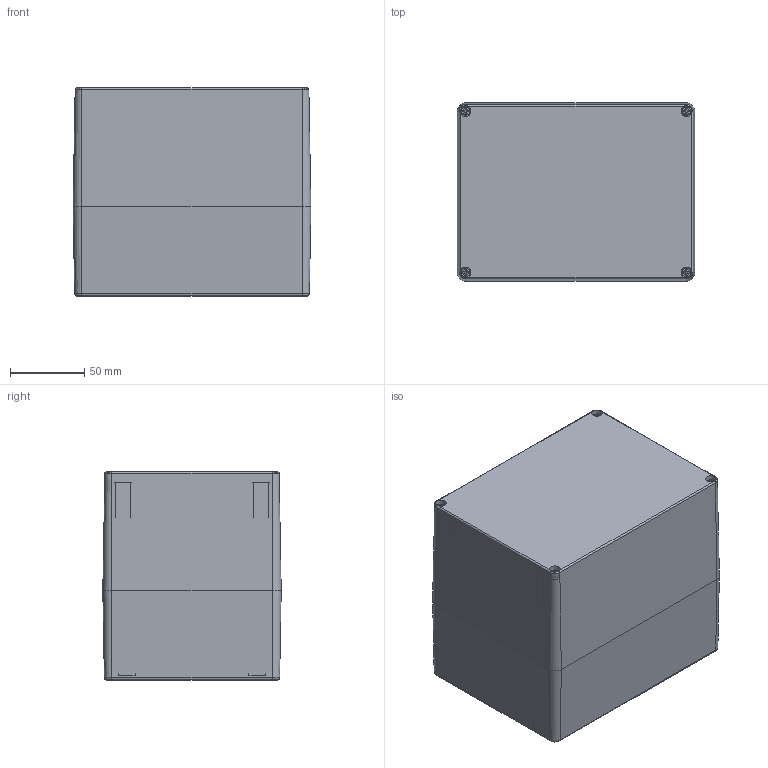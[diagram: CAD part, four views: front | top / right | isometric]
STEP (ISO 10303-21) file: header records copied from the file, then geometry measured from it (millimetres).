
FILE_DESCRIPTION (( 'STEP AP214' ), '1' );
FILE_NAME ('BBCC161214W.STEP', '2019-07-09T17:01:25', ( '' ), ( '' ), 'SwSTEP 2.0', 'SolidWorks 2018', '' );
FILE_SCHEMA (( 'AUTOMOTIVE_DESIGN' ));
Length unit declared in the file: inch
Products named in the file (1): BBCC161214W
Bounding box: 160 x 120 x 140 mm (x, y, z)
Volume: 443911.9 mm3; surface area: 262930 mm2
Topology: 11 solids, 11 shells, 1479 faces, 3608 edges, 2192 vertices
Faces by surface type: plane 599, cylinder 396, cone 368, bspline 116
Full cylindrical faces by diameter (mm): 3.242 x4, 3.3 x4, 4 x4, 4.4 x4, 4.5 x8, 4.8 x4, 5.1 x4, 7 x4, 7.2 x8, 7.8 x4
Entity records: 65971 total; most frequent: CARTESIAN_POINT 13644, ORIENTED_EDGE 6960, DIRECTION 6748, EDGE_CURVE 3480, AXIS2_PLACEMENT_3D 2748, VERTEX_POINT 2160, EDGE_LOOP 1642, FACE_OUTER_BOUND 1535
